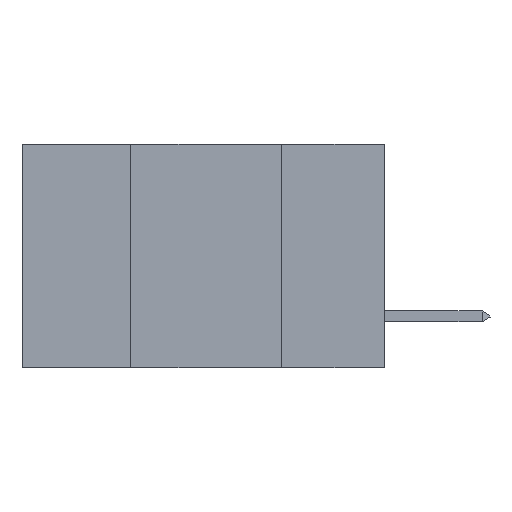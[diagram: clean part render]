
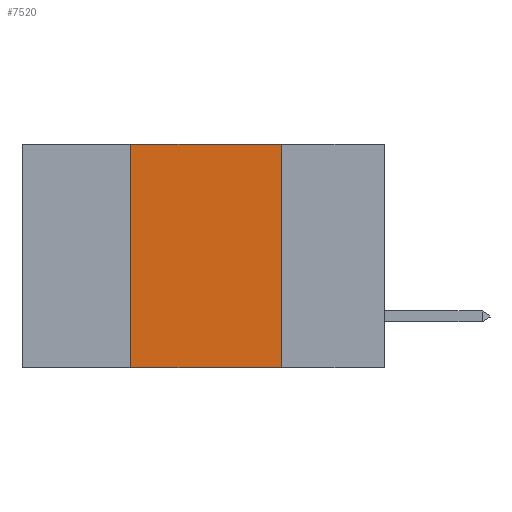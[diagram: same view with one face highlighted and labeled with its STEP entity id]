
A CAD part, left-side view. The second image highlights one B-rep face of the part: STEP entity #7520.
In plain terms, the highlighted planar face has unit normal (-1, 0, 0).
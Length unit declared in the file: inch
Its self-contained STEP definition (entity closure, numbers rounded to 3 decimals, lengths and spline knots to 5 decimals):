
#816 = DIRECTION ( 'NONE',  ( 0., 0., 1. ) ) ;
#931 = CARTESIAN_POINT ( 'NONE',  ( 0., 0.6, 0. ) ) ;
#1030 = DIRECTION ( 'NONE',  ( 1., 0., 0. ) ) ;
#2462 = VECTOR ( 'NONE', #11584, 39.37008 ) ;
#2837 = VERTEX_POINT ( 'NONE', #18104 ) ;
#4029 = EDGE_CURVE ( 'NONE', #16350, #17345, #7034, .T. ) ;
#4411 = VECTOR ( 'NONE', #6360, 39.37008 ) ;
#6360 = DIRECTION ( 'NONE',  ( 0., -1., 0. ) ) ;
#7034 = LINE ( 'NONE', #13994, #21190 ) ;
#7073 = LINE ( 'NONE', #7815, #16628 ) ;
#7520 = ADVANCED_FACE ( 'NONE', ( #14691 ), #7554, .F. ) ;
#7554 = PLANE ( 'NONE',  #13192 ) ;
#7815 = CARTESIAN_POINT ( 'NONE',  ( 0., 0.17, 0. ) ) ;
#7967 = DIRECTION ( 'NONE',  ( 0., 0., -1. ) ) ;
#9377 = CARTESIAN_POINT ( 'NONE',  ( 0., 0.6, 0. ) ) ;
#11584 = DIRECTION ( 'NONE',  ( 0., -1., 0. ) ) ;
#12538 = LINE ( 'NONE', #931, #2462 ) ;
#12574 = EDGE_LOOP ( 'NONE', ( #17986, #19592, #17668, #19249 ) ) ;
#12591 = VERTEX_POINT ( 'NONE', #19316 ) ;
#13092 = CARTESIAN_POINT ( 'NONE',  ( 0., 0.6, -0.37 ) ) ;
#13192 = AXIS2_PLACEMENT_3D ( 'NONE', #9377, #1030, #15865 ) ;
#13994 = CARTESIAN_POINT ( 'NONE',  ( 0., 0.42, 0. ) ) ;
#14691 = FACE_OUTER_BOUND ( 'NONE', #12574, .T. ) ;
#15352 = EDGE_CURVE ( 'NONE', #17345, #2837, #12538, .T. ) ;
#15865 = DIRECTION ( 'NONE',  ( 0., 0., -1. ) ) ;
#16350 = VERTEX_POINT ( 'NONE', #16471 ) ;
#16420 = EDGE_CURVE ( 'NONE', #2837, #12591, #7073, .T. ) ;
#16471 = CARTESIAN_POINT ( 'NONE',  ( 0., 0.42, -0.37 ) ) ;
#16483 = CARTESIAN_POINT ( 'NONE',  ( 0., 0.42, 0. ) ) ;
#16628 = VECTOR ( 'NONE', #7967, 39.37008 ) ;
#17261 = EDGE_CURVE ( 'NONE', #16350, #12591, #18632, .T. ) ;
#17345 = VERTEX_POINT ( 'NONE', #16483 ) ;
#17668 = ORIENTED_EDGE ( 'NONE', *, *, #4029, .F. ) ;
#17986 = ORIENTED_EDGE ( 'NONE', *, *, #16420, .F. ) ;
#18104 = CARTESIAN_POINT ( 'NONE',  ( 0., 0.17, 0. ) ) ;
#18632 = LINE ( 'NONE', #13092, #4411 ) ;
#19249 = ORIENTED_EDGE ( 'NONE', *, *, #17261, .T. ) ;
#19316 = CARTESIAN_POINT ( 'NONE',  ( 0., 0.17, -0.37 ) ) ;
#19592 = ORIENTED_EDGE ( 'NONE', *, *, #15352, .F. ) ;
#21190 = VECTOR ( 'NONE', #816, 39.37008 ) ;
